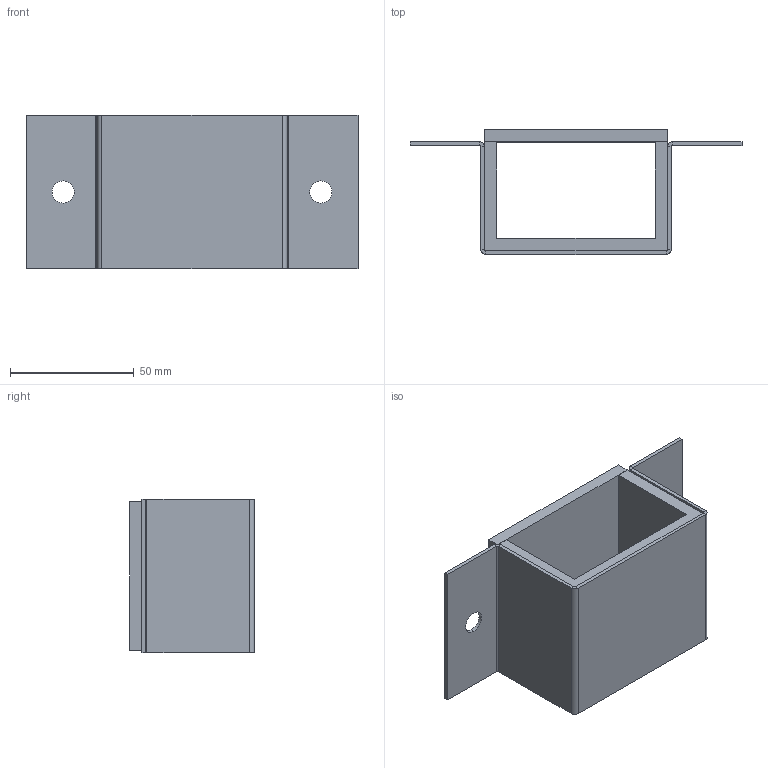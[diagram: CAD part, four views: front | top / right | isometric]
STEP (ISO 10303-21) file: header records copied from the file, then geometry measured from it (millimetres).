
FILE_DESCRIPTION (( 'STEP AP214' ), '1' );
FILE_NAME ('7216510_KSTP1.stp', '2018-05-10T13:29:45', ( '' ), ( '' ), 'SwSTEP 2.0', 'SolidWorks 2016', '' );
FILE_SCHEMA (( 'AUTOMOTIVE_DESIGN' ));
Length unit declared in the file: millimetre
Products named in the file (4): P_7216510T1_1_Verbinder1 0407; P_7216510T1_1_Verbinder2 0407; 099482_F〉 Kanal 0407; 7216510_KSTP1
Assembly tree (3 placements, depth 2):
  7216510_KSTP1
    099482_F〉 Kanal 0407
    P_7216510T1_1_Verbinder2 0407
    P_7216510T1_1_Verbinder1 0407
Bounding box: 134 x 50.4 x 62 mm (x, y, z)
Volume: 86688.5 mm3; surface area: 58413.7 mm2
Topology: 3 solids, 3 shells, 60 faces, 130 edges, 76 vertices
Faces by surface type: plane 46, cylinder 14
Entity records: 1748 total; most frequent: DIRECTION 290, CARTESIAN_POINT 272, ORIENTED_EDGE 260, EDGE_CURVE 130, LINE 102, VECTOR 102, AXIS2_PLACEMENT_3D 94, VERTEX_POINT 76
